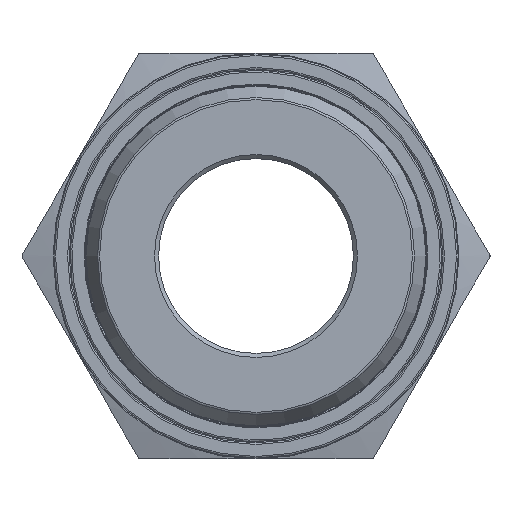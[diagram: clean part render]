
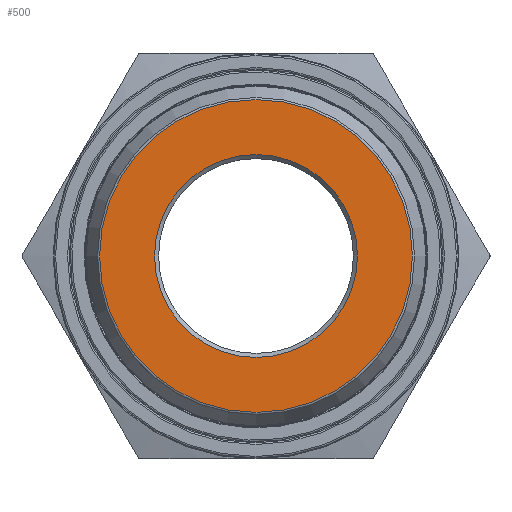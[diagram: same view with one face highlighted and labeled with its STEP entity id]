
A CAD part, left-side view. The second image highlights one B-rep face of the part: STEP entity #500.
In plain terms, the highlighted planar face has unit normal (-1, 0, 0).
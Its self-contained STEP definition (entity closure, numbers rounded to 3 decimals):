
#337=FACE_BOUND('',#647,.T.);
#338=FACE_BOUND('',#648,.T.);
#417=CIRCLE('',#1248,12.5);
#418=CIRCLE('',#1249,19.268);
#441=PLANE('',#1250);
#500=ADVANCED_FACE('',(#337,#338),#441,.F.);
#647=EDGE_LOOP('',(#897));
#648=EDGE_LOOP('',(#898));
#897=ORIENTED_EDGE('',*,*,#1108,.T.);
#898=ORIENTED_EDGE('',*,*,#1109,.T.);
#1001=VERTEX_POINT('',#1999);
#1002=VERTEX_POINT('',#2001);
#1108=EDGE_CURVE('',#1001,#1001,#417,.T.);
#1109=EDGE_CURVE('',#1002,#1002,#418,.T.);
#1248=AXIS2_PLACEMENT_3D('',#1998,#1499,#1500);
#1249=AXIS2_PLACEMENT_3D('',#2000,#1501,#1502);
#1250=AXIS2_PLACEMENT_3D('',#2002,#1503,#1504);
#1499=DIRECTION('',(1.,0.,0.));
#1500=DIRECTION('',(0.,0.,-1.));
#1501=DIRECTION('',(-1.,0.,0.));
#1502=DIRECTION('',(0.,0.,-1.));
#1503=DIRECTION('',(1.,0.,0.));
#1504=DIRECTION('',(0.,0.,-1.));
#1998=CARTESIAN_POINT('',(0.,0.,0.));
#1999=CARTESIAN_POINT('',(0.,0.,-12.5));
#2000=CARTESIAN_POINT('',(0.,0.,0.));
#2001=CARTESIAN_POINT('',(0.,0.,-19.268));
#2002=CARTESIAN_POINT('',(0.,-28.579,0.));
